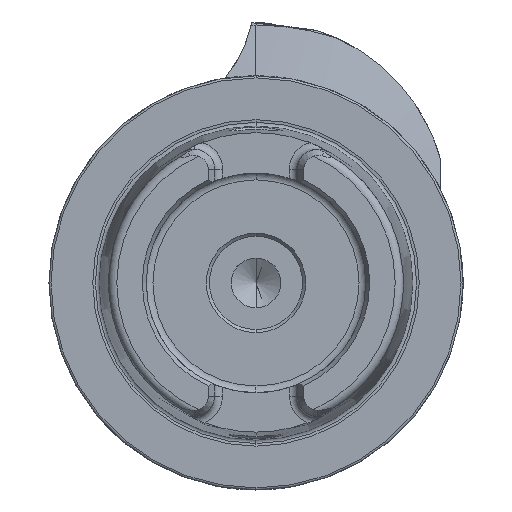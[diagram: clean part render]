
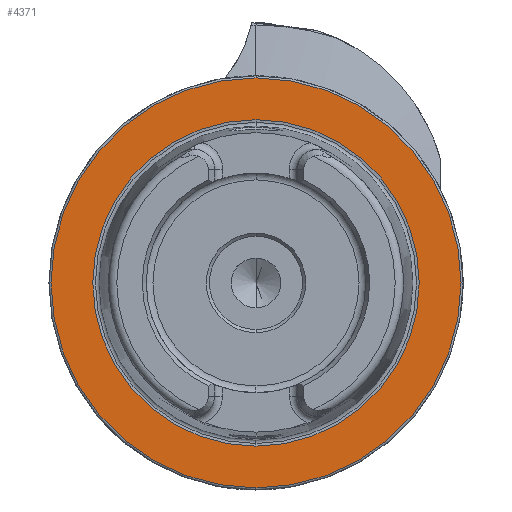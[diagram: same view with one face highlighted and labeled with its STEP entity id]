
A CAD part, left-side view. The second image highlights one B-rep face of the part: STEP entity #4371.
In plain terms, the highlighted planar face has unit normal (-1, 0, 0).
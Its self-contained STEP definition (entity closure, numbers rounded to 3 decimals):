
#181 = AXIS2_PLACEMENT_3D ( 'NONE', #10268, #1366, #6656 ) ;
#1062 = CARTESIAN_POINT ( 'NONE',  ( 0., 0., 0. ) ) ;
#1232 = EDGE_CURVE ( 'NONE', #9175, #3482, #9020, .T. ) ;
#1366 = DIRECTION ( 'NONE',  ( -1., 0., 0. ) ) ;
#1624 = DIRECTION ( 'NONE',  ( -1., 0., 0. ) ) ;
#1873 = DIRECTION ( 'NONE',  ( 0., 0., 1. ) ) ;
#1917 = AXIS2_PLACEMENT_3D ( 'NONE', #9962, #10835, #1873 ) ;
#2170 = CIRCLE ( 'NONE', #8718, 39.414 ) ;
#2554 = DIRECTION ( 'NONE',  ( 0., 0., -1. ) ) ;
#2560 = CIRCLE ( 'NONE', #3491, 39.414 ) ;
#2818 = ORIENTED_EDGE ( 'NONE', *, *, #4398, .F. ) ;
#2901 = CARTESIAN_POINT ( 'NONE',  ( 0., 0., 39.414 ) ) ;
#3230 = ORIENTED_EDGE ( 'NONE', *, *, #6665, .T. ) ;
#3482 = VERTEX_POINT ( 'NONE', #10215 ) ;
#3491 = AXIS2_PLACEMENT_3D ( 'NONE', #7149, #1624, #5241 ) ;
#4105 = EDGE_CURVE ( 'NONE', #9972, #4457, #2170, .T. ) ;
#4371 = ADVANCED_FACE ( 'NONE', ( #9875, #5296 ), #6986, .F. ) ;
#4398 = EDGE_CURVE ( 'NONE', #4457, #9972, #2560, .T. ) ;
#4455 = ORIENTED_EDGE ( 'NONE', *, *, #1232, .T. ) ;
#4457 = VERTEX_POINT ( 'NONE', #10644 ) ;
#5181 = CARTESIAN_POINT ( 'NONE',  ( 0., 49.5, 0. ) ) ;
#5241 = DIRECTION ( 'NONE',  ( 0., 0., 1. ) ) ;
#5296 = FACE_OUTER_BOUND ( 'NONE', #6201, .T. ) ;
#5900 = ORIENTED_EDGE ( 'NONE', *, *, #4105, .F. ) ;
#6201 = EDGE_LOOP ( 'NONE', ( #3230, #4455 ) ) ;
#6413 = DIRECTION ( 'NONE',  ( 0., 0., 1. ) ) ;
#6547 = CARTESIAN_POINT ( 'NONE',  ( 0., 0., -49.5 ) ) ;
#6656 = DIRECTION ( 'NONE',  ( 0., 0., 1. ) ) ;
#6665 = EDGE_CURVE ( 'NONE', #3482, #9175, #10664, .T. ) ;
#6986 = PLANE ( 'NONE',  #8903 ) ;
#7149 = CARTESIAN_POINT ( 'NONE',  ( 0., 0., 0. ) ) ;
#8199 = EDGE_LOOP ( 'NONE', ( #5900, #2818 ) ) ;
#8718 = AXIS2_PLACEMENT_3D ( 'NONE', #1062, #9960, #6413 ) ;
#8903 = AXIS2_PLACEMENT_3D ( 'NONE', #5181, #10593, #2554 ) ;
#9020 = CIRCLE ( 'NONE', #1917, 49.5 ) ;
#9175 = VERTEX_POINT ( 'NONE', #6547 ) ;
#9875 = FACE_BOUND ( 'NONE', #8199, .T. ) ;
#9960 = DIRECTION ( 'NONE',  ( -1., 0., 0. ) ) ;
#9962 = CARTESIAN_POINT ( 'NONE',  ( 0., 0., 0. ) ) ;
#9972 = VERTEX_POINT ( 'NONE', #2901 ) ;
#10215 = CARTESIAN_POINT ( 'NONE',  ( 0., 0., 49.5 ) ) ;
#10268 = CARTESIAN_POINT ( 'NONE',  ( 0., 0., 0. ) ) ;
#10593 = DIRECTION ( 'NONE',  ( 1., 0., 0. ) ) ;
#10644 = CARTESIAN_POINT ( 'NONE',  ( 0., 0., -39.414 ) ) ;
#10664 = CIRCLE ( 'NONE', #181, 49.5 ) ;
#10835 = DIRECTION ( 'NONE',  ( -1., 0., 0. ) ) ;
